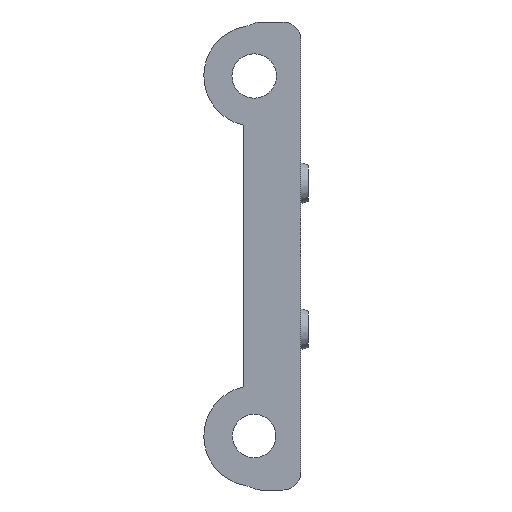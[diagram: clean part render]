
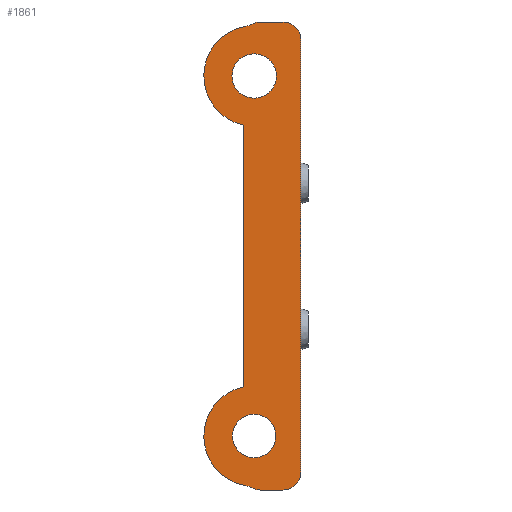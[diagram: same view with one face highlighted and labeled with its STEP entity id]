
A CAD part, left-side view. The second image highlights one B-rep face of the part: STEP entity #1861.
In plain terms, the highlighted planar face has unit normal (-1, 0, 0).
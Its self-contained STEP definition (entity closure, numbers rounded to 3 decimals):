
#58 = CARTESIAN_POINT ( 'NONE',  ( -21.467, 8., 38.514 ) ) ;
#74 = CARTESIAN_POINT ( 'NONE',  ( -21.467, 8.063, -28.357 ) ) ;
#132 = EDGE_LOOP ( 'NONE', ( #2403, #1744 ) ) ;
#244 = ORIENTED_EDGE ( 'NONE', *, *, #999, .T. ) ;
#248 = ORIENTED_EDGE ( 'NONE', *, *, #292, .T. ) ;
#251 = VERTEX_POINT ( 'NONE', #2067 ) ;
#265 = DIRECTION ( 'NONE',  ( 0., 0., 1. ) ) ;
#284 = ORIENTED_EDGE ( 'NONE', *, *, #2333, .T. ) ;
#292 = EDGE_CURVE ( 'NONE', #392, #701, #2078, .T. ) ;
#380 = AXIS2_PLACEMENT_3D ( 'NONE', #1127, #2301, #717 ) ;
#392 = VERTEX_POINT ( 'NONE', #536 ) ;
#410 = DIRECTION ( 'NONE',  ( -1., 0., 0. ) ) ;
#411 = ORIENTED_EDGE ( 'NONE', *, *, #1519, .T. ) ;
#413 = AXIS2_PLACEMENT_3D ( 'NONE', #1013, #1938, #1167 ) ;
#426 = CIRCLE ( 'NONE', #2128, 3.083 ) ;
#444 = CARTESIAN_POINT ( 'NONE',  ( -21.467, 6.5, -22.013 ) ) ;
#473 = CIRCLE ( 'NONE', #2952, 2.5 ) ;
#488 = DIRECTION ( 'NONE',  ( 1., 0., 0. ) ) ;
#490 = CARTESIAN_POINT ( 'NONE',  ( -21.467, 6.5, 31.014 ) ) ;
#509 = CIRCLE ( 'NONE', #413, 7. ) ;
#525 = AXIS2_PLACEMENT_3D ( 'NONE', #2649, #2459, #2702 ) ;
#536 = CARTESIAN_POINT ( 'NONE',  ( -21.467, 6.849, -26.172 ) ) ;
#537 = ORIENTED_EDGE ( 'NONE', *, *, #1319, .F. ) ;
#608 = EDGE_LOOP ( 'NONE', ( #1379, #2614, #1116, #537, #284, #2282, #248, #244, #1509, #1528, #411, #2658 ) ) ;
#638 = VERTEX_POINT ( 'NONE', #1276 ) ;
#688 = CARTESIAN_POINT ( 'NONE',  ( -21.467, 2.5, -26.486 ) ) ;
#701 = VERTEX_POINT ( 'NONE', #1035 ) ;
#717 = DIRECTION ( 'NONE',  ( 0., 0., -1. ) ) ;
#742 = VERTEX_POINT ( 'NONE', #857 ) ;
#774 = VERTEX_POINT ( 'NONE', #2419 ) ;
#821 = DIRECTION ( 'NONE',  ( -1., 0., 0. ) ) ;
#857 = CARTESIAN_POINT ( 'NONE',  ( -21.467, 8., -12.149 ) ) ;
#930 = DIRECTION ( 'NONE',  ( -1., 0., 0. ) ) ;
#999 = EDGE_CURVE ( 'NONE', #701, #2758, #1869, .T. ) ;
#1013 = CARTESIAN_POINT ( 'NONE',  ( -21.467, 6.5, 31.014 ) ) ;
#1035 = CARTESIAN_POINT ( 'NONE',  ( -21.467, 5.635, -26.486 ) ) ;
#1053 = EDGE_CURVE ( 'NONE', #774, #251, #509, .T. ) ;
#1064 = DIRECTION ( 'NONE',  ( 0., 0., 1. ) ) ;
#1065 = VERTEX_POINT ( 'NONE', #1648 ) ;
#1066 = AXIS2_PLACEMENT_3D ( 'NONE', #2077, #930, #1180 ) ;
#1109 = CARTESIAN_POINT ( 'NONE',  ( -21.467, 7.652, -25.891 ) ) ;
#1116 = ORIENTED_EDGE ( 'NONE', *, *, #1053, .T. ) ;
#1123 = DIRECTION ( 'NONE',  ( 0., 0., 1. ) ) ;
#1127 = CARTESIAN_POINT ( 'NONE',  ( -21.467, 5.635, -23.986 ) ) ;
#1154 = VERTEX_POINT ( 'NONE', #2718 ) ;
#1167 = DIRECTION ( 'NONE',  ( 0., 0., 1. ) ) ;
#1180 = DIRECTION ( 'NONE',  ( 0., 0., -1. ) ) ;
#1190 = DIRECTION ( 'NONE',  ( 0., 0., -1. ) ) ;
#1197 = VERTEX_POINT ( 'NONE', #1109 ) ;
#1203 = CIRCLE ( 'NONE', #1066, 2.5 ) ;
#1220 = DIRECTION ( 'NONE',  ( 0., 0., -1. ) ) ;
#1231 = DIRECTION ( 'NONE',  ( 0., -1., 0. ) ) ;
#1265 = CARTESIAN_POINT ( 'NONE',  ( -21.467, 8.063, 40.384 ) ) ;
#1276 = CARTESIAN_POINT ( 'NONE',  ( -21.467, 2.5, 38.514 ) ) ;
#1287 = CARTESIAN_POINT ( 'NONE',  ( -21.467, 8., -26.486 ) ) ;
#1319 = EDGE_CURVE ( 'NONE', #742, #251, #1847, .T. ) ;
#1351 = ORIENTED_EDGE ( 'NONE', *, *, #1892, .F. ) ;
#1356 = AXIS2_PLACEMENT_3D ( 'NONE', #490, #2775, #1123 ) ;
#1367 = CARTESIAN_POINT ( 'NONE',  ( -21.467, 6.849, 38.199 ) ) ;
#1379 = ORIENTED_EDGE ( 'NONE', *, *, #1768, .T. ) ;
#1397 = VERTEX_POINT ( 'NONE', #444 ) ;
#1401 = CARTESIAN_POINT ( 'NONE',  ( -21.467, 6.5, -15.96 ) ) ;
#1404 = DIRECTION ( 'NONE',  ( 0., 0., 1. ) ) ;
#1415 = LINE ( 'NONE', #2358, #2146 ) ;
#1482 = DIRECTION ( 'NONE',  ( 1., 0., 0. ) ) ;
#1509 = ORIENTED_EDGE ( 'NONE', *, *, #2799, .T. ) ;
#1519 = EDGE_CURVE ( 'NONE', #1065, #638, #473, .T. ) ;
#1528 = ORIENTED_EDGE ( 'NONE', *, *, #2520, .T. ) ;
#1551 = DIRECTION ( 'NONE',  ( 0., 0., 1. ) ) ;
#1610 = EDGE_CURVE ( 'NONE', #2369, #1986, #426, .T. ) ;
#1639 = AXIS2_PLACEMENT_3D ( 'NONE', #74, #488, #1190 ) ;
#1648 = CARTESIAN_POINT ( 'NONE',  ( -21.467, 0., 36.014 ) ) ;
#1744 = ORIENTED_EDGE ( 'NONE', *, *, #1610, .F. ) ;
#1753 = FACE_BOUND ( 'NONE', #2575, .T. ) ;
#1768 = EDGE_CURVE ( 'NONE', #1154, #2819, #2130, .T. ) ;
#1845 = DIRECTION ( 'NONE',  ( -1., 0., 0. ) ) ;
#1847 = LINE ( 'NONE', #1862, #2707 ) ;
#1855 = ORIENTED_EDGE ( 'NONE', *, *, #2376, .F. ) ;
#1861 = ADVANCED_FACE ( 'NONE', ( #2017, #1753, #2000 ), #2672, .F. ) ;
#1862 = CARTESIAN_POINT ( 'NONE',  ( -21.467, 8., -26.486 ) ) ;
#1869 = LINE ( 'NONE', #1957, #2263 ) ;
#1892 = EDGE_CURVE ( 'NONE', #1397, #2486, #1990, .T. ) ;
#1906 = DIRECTION ( 'NONE',  ( 0., -1., 0. ) ) ;
#1938 = DIRECTION ( 'NONE',  ( -1., 0., 0. ) ) ;
#1954 = CARTESIAN_POINT ( 'NONE',  ( -21.467, 6.5, -18.986 ) ) ;
#1957 = CARTESIAN_POINT ( 'NONE',  ( -21.467, 8., -26.486 ) ) ;
#1973 = CARTESIAN_POINT ( 'NONE',  ( -21.467, 6.5, 31.014 ) ) ;
#1980 = DIRECTION ( 'NONE',  ( 0., 0., -1. ) ) ;
#1986 = VERTEX_POINT ( 'NONE', #2307 ) ;
#1990 = CIRCLE ( 'NONE', #2045, 3.027 ) ;
#2000 = FACE_BOUND ( 'NONE', #132, .T. ) ;
#2017 = FACE_OUTER_BOUND ( 'NONE', #608, .T. ) ;
#2043 = CIRCLE ( 'NONE', #2428, 2.5 ) ;
#2045 = AXIS2_PLACEMENT_3D ( 'NONE', #2430, #821, #1064 ) ;
#2067 = CARTESIAN_POINT ( 'NONE',  ( -21.467, 8., 24.176 ) ) ;
#2077 = CARTESIAN_POINT ( 'NONE',  ( -21.467, 2.5, -23.986 ) ) ;
#2078 = CIRCLE ( 'NONE', #380, 2.5 ) ;
#2099 = DIRECTION ( 'NONE',  ( 0., 0., 1. ) ) ;
#2103 = LINE ( 'NONE', #58, #2578 ) ;
#2126 = EDGE_CURVE ( 'NONE', #1197, #392, #2377, .T. ) ;
#2128 = AXIS2_PLACEMENT_3D ( 'NONE', #1973, #410, #1551 ) ;
#2130 = CIRCLE ( 'NONE', #2331, 2.5 ) ;
#2138 = DIRECTION ( 'NONE',  ( -1., 0., 0. ) ) ;
#2146 = VECTOR ( 'NONE', #265, 1000. ) ;
#2178 = AXIS2_PLACEMENT_3D ( 'NONE', #1287, #2246, #1980 ) ;
#2195 = EDGE_CURVE ( 'NONE', #1154, #638, #2103, .T. ) ;
#2196 = CIRCLE ( 'NONE', #1356, 3.083 ) ;
#2241 = CARTESIAN_POINT ( 'NONE',  ( -21.467, 2.5, 36.014 ) ) ;
#2242 = DIRECTION ( 'NONE',  ( 0., 0., -1. ) ) ;
#2246 = DIRECTION ( 'NONE',  ( 1., 0., 0. ) ) ;
#2263 = VECTOR ( 'NONE', #1231, 1000. ) ;
#2276 = EDGE_CURVE ( 'NONE', #2819, #774, #2043, .T. ) ;
#2282 = ORIENTED_EDGE ( 'NONE', *, *, #2126, .T. ) ;
#2301 = DIRECTION ( 'NONE',  ( -1., 0., 0. ) ) ;
#2307 = CARTESIAN_POINT ( 'NONE',  ( -21.467, 6.5, 34.097 ) ) ;
#2331 = AXIS2_PLACEMENT_3D ( 'NONE', #2586, #2138, #1220 ) ;
#2333 = EDGE_CURVE ( 'NONE', #742, #1197, #2852, .T. ) ;
#2335 = AXIS2_PLACEMENT_3D ( 'NONE', #1954, #1845, #2099 ) ;
#2358 = CARTESIAN_POINT ( 'NONE',  ( -21.467, 0., -26.486 ) ) ;
#2369 = VERTEX_POINT ( 'NONE', #2425 ) ;
#2376 = EDGE_CURVE ( 'NONE', #2486, #1397, #3002, .T. ) ;
#2377 = CIRCLE ( 'NONE', #1639, 2.5 ) ;
#2403 = ORIENTED_EDGE ( 'NONE', *, *, #2728, .F. ) ;
#2419 = CARTESIAN_POINT ( 'NONE',  ( -21.467, 7.652, 37.918 ) ) ;
#2425 = CARTESIAN_POINT ( 'NONE',  ( -21.467, 6.5, 27.93 ) ) ;
#2428 = AXIS2_PLACEMENT_3D ( 'NONE', #1265, #1482, #2242 ) ;
#2430 = CARTESIAN_POINT ( 'NONE',  ( -21.467, 6.5, -18.986 ) ) ;
#2455 = VERTEX_POINT ( 'NONE', #2765 ) ;
#2459 = DIRECTION ( 'NONE',  ( -1., 0., 0. ) ) ;
#2486 = VERTEX_POINT ( 'NONE', #1401 ) ;
#2520 = EDGE_CURVE ( 'NONE', #2455, #1065, #1415, .T. ) ;
#2575 = EDGE_LOOP ( 'NONE', ( #1855, #1351 ) ) ;
#2578 = VECTOR ( 'NONE', #1906, 1000. ) ;
#2586 = CARTESIAN_POINT ( 'NONE',  ( -21.467, 5.635, 36.014 ) ) ;
#2614 = ORIENTED_EDGE ( 'NONE', *, *, #2276, .T. ) ;
#2649 = CARTESIAN_POINT ( 'NONE',  ( -21.467, 6.5, -18.986 ) ) ;
#2658 = ORIENTED_EDGE ( 'NONE', *, *, #2195, .F. ) ;
#2672 = PLANE ( 'NONE',  #2178 ) ;
#2685 = DIRECTION ( 'NONE',  ( 0., 0., -1. ) ) ;
#2702 = DIRECTION ( 'NONE',  ( 0., 0., 1. ) ) ;
#2707 = VECTOR ( 'NONE', #1404, 1000. ) ;
#2718 = CARTESIAN_POINT ( 'NONE',  ( -21.467, 5.635, 38.514 ) ) ;
#2728 = EDGE_CURVE ( 'NONE', #1986, #2369, #2196, .T. ) ;
#2758 = VERTEX_POINT ( 'NONE', #688 ) ;
#2765 = CARTESIAN_POINT ( 'NONE',  ( -21.467, 0., -23.986 ) ) ;
#2775 = DIRECTION ( 'NONE',  ( -1., 0., 0. ) ) ;
#2799 = EDGE_CURVE ( 'NONE', #2758, #2455, #1203, .T. ) ;
#2819 = VERTEX_POINT ( 'NONE', #1367 ) ;
#2852 = CIRCLE ( 'NONE', #525, 7. ) ;
#2899 = DIRECTION ( 'NONE',  ( -1., 0., 0. ) ) ;
#2952 = AXIS2_PLACEMENT_3D ( 'NONE', #2241, #2899, #2685 ) ;
#3002 = CIRCLE ( 'NONE', #2335, 3.027 ) ;
